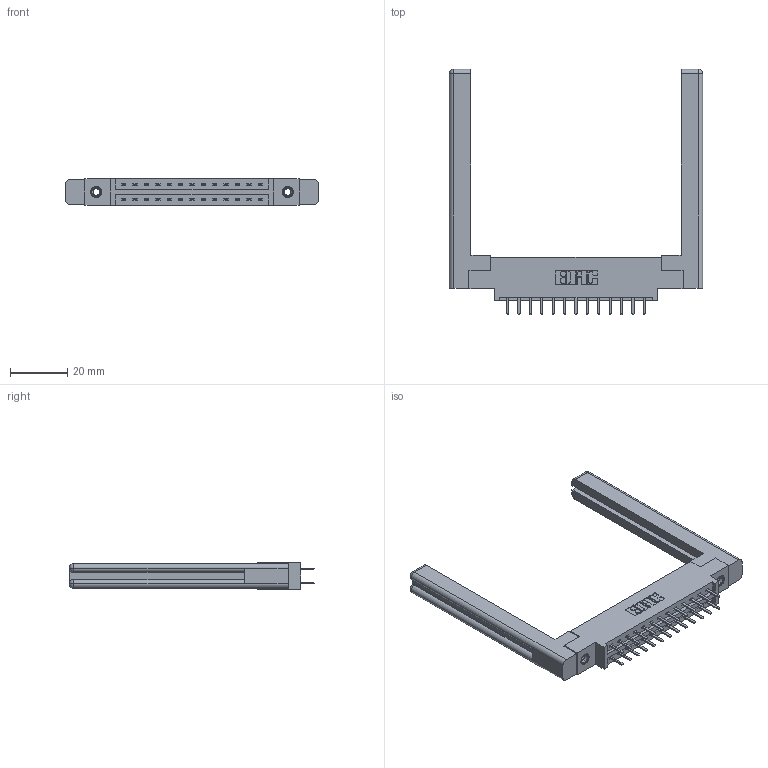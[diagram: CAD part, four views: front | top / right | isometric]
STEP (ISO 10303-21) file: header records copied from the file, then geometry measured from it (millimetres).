
FILE_DESCRIPTION (( 'STEP AP203' ), '1' );
FILE_NAME ('337-026-520-858.STEP', '2019-10-10T21:32:00', ( '' ), ( '' ), 'SwSTEP 2.0', 'SolidWorks 2016', '' );
FILE_SCHEMA (( 'CONFIG_CONTROL_DESIGN' ));
Length unit declared in the file: inch
Products named in the file (5): 337-026-520-858; 337 Part_0.170 Offset - 0.156 Dia-TI; 345-250-001_345-250-001-102; 307-220-058; 345-292-001_345-293-120
Assembly tree (31 placements, depth 2):
  337-026-520-858
    337 Part_0.170 Offset - 0.156 Dia-TI
    345-292-001_345-293-120  x26
    345-250-001_345-250-001-102  x2
    307-220-058  x2
Bounding box: 88.14 x 85.43 x 9.4 mm (x, y, z)
Volume: 15916.1 mm3; surface area: 14759 mm2
Topology: 31 solids, 31 shells, 1768 faces, 5071 edges, 3298 vertices
Faces by surface type: plane 1198, cylinder 546, cone 12, torus 12
Entity records: 16710 total; most frequent: CARTESIAN_POINT 2861, ORIENTED_EDGE 2724, DIRECTION 2490, EDGE_CURVE 1362, VECTOR 1182, LINE 1182, VERTEX_POINT 898, AXIS2_PLACEMENT_3D 654
